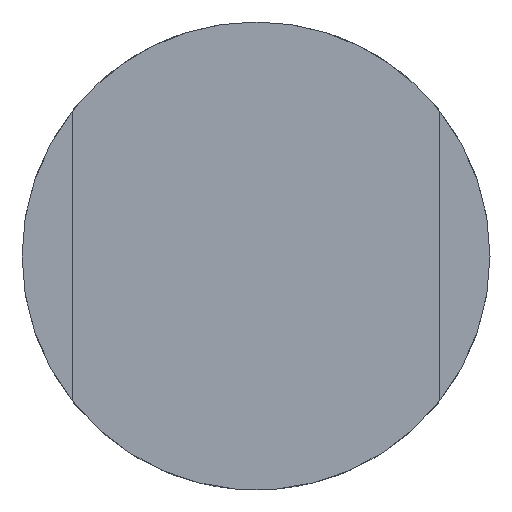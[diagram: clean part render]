
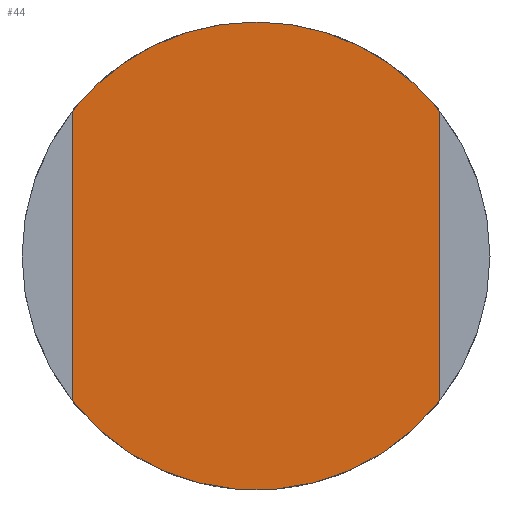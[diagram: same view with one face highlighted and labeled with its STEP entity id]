
A CAD part, left-side view. The second image highlights one B-rep face of the part: STEP entity #44.
In plain terms, the highlighted planar face has unit normal (-1, 0, 0).
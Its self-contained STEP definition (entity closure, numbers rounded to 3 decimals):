
#7 = AXIS2_PLACEMENT_3D ( 'NONE', #72, #90, #31 ) ;
#11 = PLANE ( 'NONE',  #7 ) ;
#13 = FACE_OUTER_BOUND ( 'NONE', #61, .T. ) ;
#27 = ORIENTED_EDGE ( 'NONE', *, *, #203, .F. ) ;
#31 = DIRECTION ( 'NONE',  ( 0., 0., -1. ) ) ;
#32 = CARTESIAN_POINT ( 'NONE',  ( -100., 11., 8.66 ) ) ;
#33 = VECTOR ( 'NONE', #81, 1000. ) ;
#37 = DIRECTION ( 'NONE',  ( 0., 0., -1. ) ) ;
#39 = VERTEX_POINT ( 'NONE', #233 ) ;
#44 = ADVANCED_FACE ( 'NONE', ( #13 ), #11, .F. ) ;
#60 = AXIS2_PLACEMENT_3D ( 'NONE', #119, #216, #196 ) ;
#61 = EDGE_LOOP ( 'NONE', ( #211, #125, #64, #27 ) ) ;
#64 = ORIENTED_EDGE ( 'NONE', *, *, #224, .T. ) ;
#72 = CARTESIAN_POINT ( 'NONE',  ( -100., 0., 0. ) ) ;
#81 = DIRECTION ( 'NONE',  ( 0., 0., 1. ) ) ;
#90 = DIRECTION ( 'NONE',  ( 1., 0., 0. ) ) ;
#109 = VERTEX_POINT ( 'NONE', #32 ) ;
#116 = VECTOR ( 'NONE', #37, 1000. ) ;
#119 = CARTESIAN_POINT ( 'NONE',  ( -100., 0., 0. ) ) ;
#122 = DIRECTION ( 'NONE',  ( 0., 0., 1. ) ) ;
#123 = CARTESIAN_POINT ( 'NONE',  ( -100., -11., -11. ) ) ;
#125 = ORIENTED_EDGE ( 'NONE', *, *, #234, .F. ) ;
#141 = CARTESIAN_POINT ( 'NONE',  ( -100., -11., 8.66 ) ) ;
#149 = AXIS2_PLACEMENT_3D ( 'NONE', #198, #176, #122 ) ;
#160 = CARTESIAN_POINT ( 'NONE',  ( -100., 11., -8.66 ) ) ;
#176 = DIRECTION ( 'NONE',  ( -1., 0., 0. ) ) ;
#183 = EDGE_CURVE ( 'NONE', #185, #109, #232, .T. ) ;
#185 = VERTEX_POINT ( 'NONE', #141 ) ;
#186 = VERTEX_POINT ( 'NONE', #160 ) ;
#196 = DIRECTION ( 'NONE',  ( 0., 0., 1. ) ) ;
#198 = CARTESIAN_POINT ( 'NONE',  ( -100., 0., 0. ) ) ;
#202 = LINE ( 'NONE', #258, #33 ) ;
#203 = EDGE_CURVE ( 'NONE', #185, #39, #217, .T. ) ;
#211 = ORIENTED_EDGE ( 'NONE', *, *, #183, .T. ) ;
#216 = DIRECTION ( 'NONE',  ( -1., 0., 0. ) ) ;
#217 = LINE ( 'NONE', #123, #116 ) ;
#224 = EDGE_CURVE ( 'NONE', #186, #39, #265, .T. ) ;
#232 = CIRCLE ( 'NONE', #60, 14. ) ;
#233 = CARTESIAN_POINT ( 'NONE',  ( -100., -11., -8.66 ) ) ;
#234 = EDGE_CURVE ( 'NONE', #186, #109, #202, .T. ) ;
#258 = CARTESIAN_POINT ( 'NONE',  ( -100., 11., -11. ) ) ;
#265 = CIRCLE ( 'NONE', #149, 14. ) ;
